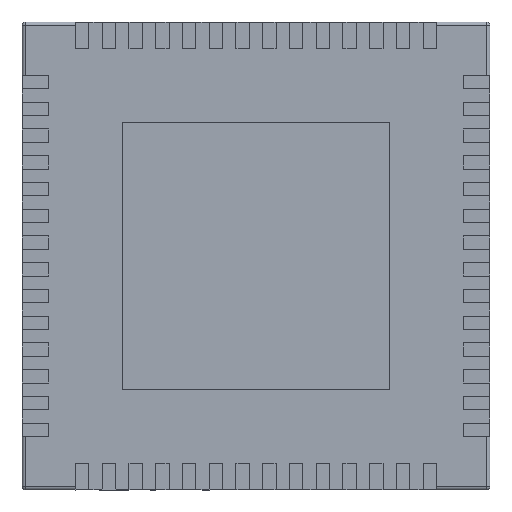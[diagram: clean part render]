
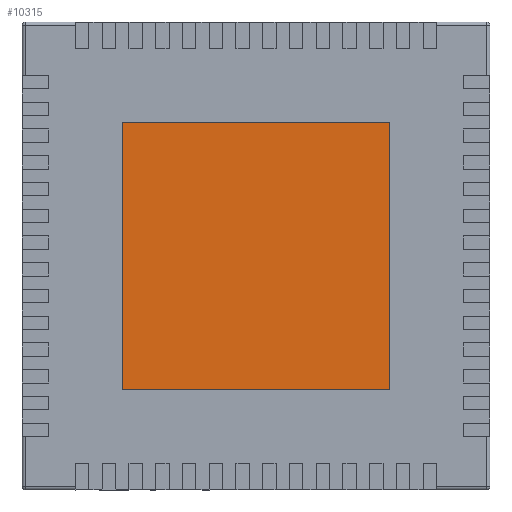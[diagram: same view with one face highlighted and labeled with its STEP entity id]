
A CAD part, front view. The second image highlights one B-rep face of the part: STEP entity #10315.
In plain terms, the highlighted planar face has unit normal (0, -1, 0).
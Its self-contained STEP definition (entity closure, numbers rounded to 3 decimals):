
#388=PLANE('',#11027);
#1452=LINE('',#15595,#2850);
#1456=LINE('',#15603,#2854);
#1459=LINE('',#15609,#2857);
#1462=LINE('',#15614,#2860);
#2850=VECTOR('',#12712,10.);
#2854=VECTOR('',#12718,10.);
#2857=VECTOR('',#12723,10.);
#2860=VECTOR('',#12728,10.);
#3807=FACE_OUTER_BOUND('',#4415,.T.);
#4415=EDGE_LOOP('',(#8723,#8724,#8725,#8726));
#5285=VERTEX_POINT('',#15593);
#5286=VERTEX_POINT('',#15594);
#5289=VERTEX_POINT('',#15602);
#5291=VERTEX_POINT('',#15608);
#6498=EDGE_CURVE('',#5285,#5286,#1452,.T.);
#6502=EDGE_CURVE('',#5289,#5285,#1456,.T.);
#6505=EDGE_CURVE('',#5291,#5289,#1459,.T.);
#6508=EDGE_CURVE('',#5286,#5291,#1462,.T.);
#8723=ORIENTED_EDGE('',*,*,#6508,.F.);
#8724=ORIENTED_EDGE('',*,*,#6498,.F.);
#8725=ORIENTED_EDGE('',*,*,#6502,.F.);
#8726=ORIENTED_EDGE('',*,*,#6505,.F.);
#10315=ADVANCED_FACE('',(#3807),#388,.F.);
#11027=AXIS2_PLACEMENT_3D('',#15617,#12732,#12733);
#12712=DIRECTION('',(1.,0.,0.));
#12718=DIRECTION('',(0.,0.,1.));
#12723=DIRECTION('',(-1.,0.,0.));
#12728=DIRECTION('',(0.,0.,-1.));
#12732=DIRECTION('center_axis',(0.,1.,0.));
#12733=DIRECTION('ref_axis',(1.,0.,0.));
#15593=CARTESIAN_POINT('',(-2.,0.,2.));
#15594=CARTESIAN_POINT('',(2.,0.,2.));
#15595=CARTESIAN_POINT('',(-2.,0.,2.));
#15602=CARTESIAN_POINT('',(-2.,0.,-2.));
#15603=CARTESIAN_POINT('',(-2.,0.,-2.));
#15608=CARTESIAN_POINT('',(2.,0.,-2.));
#15609=CARTESIAN_POINT('',(2.,0.,-2.));
#15614=CARTESIAN_POINT('',(2.,0.,2.));
#15617=CARTESIAN_POINT('Origin',(0.,0.,0.));
